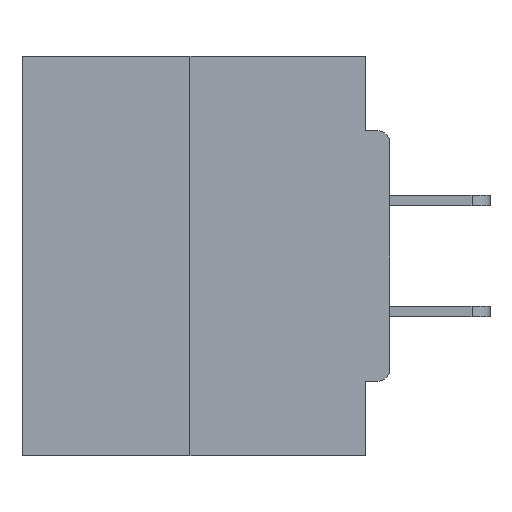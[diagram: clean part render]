
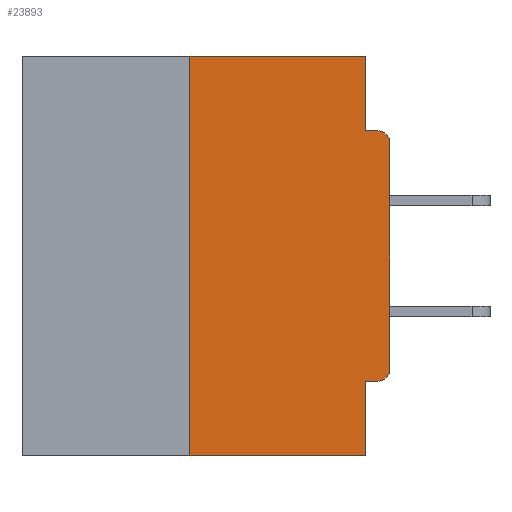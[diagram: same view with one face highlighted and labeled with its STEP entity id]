
A CAD part, left-side view. The second image highlights one B-rep face of the part: STEP entity #23893.
In plain terms, the highlighted planar face has unit normal (-1, 0, 0).
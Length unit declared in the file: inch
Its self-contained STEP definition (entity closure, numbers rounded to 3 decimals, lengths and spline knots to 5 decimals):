
#404 = VERTEX_POINT ( 'NONE', #31299 ) ;
#1041 = VECTOR ( 'NONE', #28463, 39.37008 ) ;
#2104 = CARTESIAN_POINT ( 'NONE',  ( 0., 0.46, 0. ) ) ;
#2413 = VECTOR ( 'NONE', #22716, 39.37008 ) ;
#2872 = EDGE_CURVE ( 'NONE', #35264, #40868, #14491, .T. ) ;
#2936 = DIRECTION ( 'NONE',  ( 0., 0., 1. ) ) ;
#3046 = CARTESIAN_POINT ( 'NONE',  ( 0., 0., -0.0935 ) ) ;
#3772 = EDGE_CURVE ( 'NONE', #44608, #404, #36232, .T. ) ;
#3997 = VERTEX_POINT ( 'NONE', #24616 ) ;
#4027 = ORIENTED_EDGE ( 'NONE', *, *, #33561, .F. ) ;
#5433 = ORIENTED_EDGE ( 'NONE', *, *, #21220, .T. ) ;
#6090 = ORIENTED_EDGE ( 'NONE', *, *, #14604, .T. ) ;
#6268 = ORIENTED_EDGE ( 'NONE', *, *, #19939, .F. ) ;
#7930 = DIRECTION ( 'NONE',  ( -1., 0., 0. ) ) ;
#8839 = DIRECTION ( 'NONE',  ( 0., 0., 1. ) ) ;
#9928 = ORIENTED_EDGE ( 'NONE', *, *, #13668, .F. ) ;
#12902 = CARTESIAN_POINT ( 'NONE',  ( 0., 0.46, -0.5 ) ) ;
#13668 = EDGE_CURVE ( 'NONE', #14484, #18868, #21286, .T. ) ;
#14414 = LINE ( 'NONE', #3046, #1041 ) ;
#14484 = VERTEX_POINT ( 'NONE', #31076 ) ;
#14491 = CIRCLE ( 'NONE', #24228, 0.015 ) ;
#14604 = EDGE_CURVE ( 'NONE', #26736, #29532, #22332, .T. ) ;
#15790 = CARTESIAN_POINT ( 'NONE',  ( 0., 0.031, 0. ) ) ;
#16328 = DIRECTION ( 'NONE',  ( 0., -1., 0. ) ) ;
#17634 = EDGE_LOOP ( 'NONE', ( #9928, #6268, #5433, #34662, #4027, #42459, #45792, #6090, #31597, #34994 ) ) ;
#18744 = EDGE_CURVE ( 'NONE', #18868, #38541, #29277, .T. ) ;
#18868 = VERTEX_POINT ( 'NONE', #15790 ) ;
#19018 = DIRECTION ( 'NONE',  ( 0., 0., -1. ) ) ;
#19384 = VECTOR ( 'NONE', #8839, 39.37008 ) ;
#19939 = EDGE_CURVE ( 'NONE', #3997, #14484, #22475, .T. ) ;
#21220 = EDGE_CURVE ( 'NONE', #3997, #404, #23525, .T. ) ;
#21286 = LINE ( 'NONE', #31223, #42014 ) ;
#22332 = CIRCLE ( 'NONE', #22797, 0.015 ) ;
#22475 = LINE ( 'NONE', #38570, #40378 ) ;
#22716 = DIRECTION ( 'NONE',  ( 0., 0., -1. ) ) ;
#22797 = AXIS2_PLACEMENT_3D ( 'NONE', #29397, #7930, #32963 ) ;
#23525 = LINE ( 'NONE', #12902, #35792 ) ;
#23893 = ADVANCED_FACE ( 'NONE', ( #41720 ), #26955, .F. ) ;
#24228 = AXIS2_PLACEMENT_3D ( 'NONE', #27514, #38147, #38307 ) ;
#24608 = CARTESIAN_POINT ( 'NONE',  ( 0., 0.031, -0.0935 ) ) ;
#24616 = CARTESIAN_POINT ( 'NONE',  ( 0., 0.25, -0.5 ) ) ;
#26736 = VERTEX_POINT ( 'NONE', #33404 ) ;
#26955 = PLANE ( 'NONE',  #34117 ) ;
#27431 = CARTESIAN_POINT ( 'NONE',  ( 0., 0.015, -0.0935 ) ) ;
#27514 = CARTESIAN_POINT ( 'NONE',  ( 0., 0.015, -0.3915 ) ) ;
#28346 = CARTESIAN_POINT ( 'NONE',  ( 0., 0., -0.3915 ) ) ;
#28463 = DIRECTION ( 'NONE',  ( 0., -1., 0. ) ) ;
#28911 = LINE ( 'NONE', #44488, #19384 ) ;
#29014 = DIRECTION ( 'NONE',  ( 0., -1., 0. ) ) ;
#29277 = LINE ( 'NONE', #40230, #2413 ) ;
#29397 = CARTESIAN_POINT ( 'NONE',  ( 0., 0.015, -0.1085 ) ) ;
#29532 = VERTEX_POINT ( 'NONE', #27431 ) ;
#30140 = CARTESIAN_POINT ( 'NONE',  ( 0., 0.015, -0.4065 ) ) ;
#30583 = DIRECTION ( 'NONE',  ( 1., 0., 0. ) ) ;
#30630 = VECTOR ( 'NONE', #45391, 39.37008 ) ;
#31076 = CARTESIAN_POINT ( 'NONE',  ( 0., 0.25, 0. ) ) ;
#31223 = CARTESIAN_POINT ( 'NONE',  ( 0., 0.46, 0. ) ) ;
#31299 = CARTESIAN_POINT ( 'NONE',  ( 0., 0.031, -0.5 ) ) ;
#31597 = ORIENTED_EDGE ( 'NONE', *, *, #42620, .F. ) ;
#32308 = LINE ( 'NONE', #41799, #30630 ) ;
#32777 = CARTESIAN_POINT ( 'NONE',  ( 0., 0.031, -0.5 ) ) ;
#32963 = DIRECTION ( 'NONE',  ( 0., 0., -1. ) ) ;
#33404 = CARTESIAN_POINT ( 'NONE',  ( 0., 0., -0.1085 ) ) ;
#33561 = EDGE_CURVE ( 'NONE', #35264, #44608, #32308, .T. ) ;
#34117 = AXIS2_PLACEMENT_3D ( 'NONE', #2104, #30583, #37886 ) ;
#34151 = EDGE_CURVE ( 'NONE', #40868, #26736, #28911, .T. ) ;
#34662 = ORIENTED_EDGE ( 'NONE', *, *, #3772, .F. ) ;
#34994 = ORIENTED_EDGE ( 'NONE', *, *, #18744, .F. ) ;
#35264 = VERTEX_POINT ( 'NONE', #30140 ) ;
#35792 = VECTOR ( 'NONE', #16328, 39.37008 ) ;
#36232 = LINE ( 'NONE', #32777, #38473 ) ;
#37886 = DIRECTION ( 'NONE',  ( 0., 0., -1. ) ) ;
#38147 = DIRECTION ( 'NONE',  ( -1., 0., 0. ) ) ;
#38307 = DIRECTION ( 'NONE',  ( 0., 0., -1. ) ) ;
#38473 = VECTOR ( 'NONE', #19018, 39.37008 ) ;
#38541 = VERTEX_POINT ( 'NONE', #24608 ) ;
#38570 = CARTESIAN_POINT ( 'NONE',  ( 0., 0.25, 0. ) ) ;
#40230 = CARTESIAN_POINT ( 'NONE',  ( 0., 0.031, 0. ) ) ;
#40378 = VECTOR ( 'NONE', #2936, 39.37008 ) ;
#40868 = VERTEX_POINT ( 'NONE', #28346 ) ;
#41720 = FACE_OUTER_BOUND ( 'NONE', #17634, .T. ) ;
#41799 = CARTESIAN_POINT ( 'NONE',  ( 0., 0., -0.4065 ) ) ;
#42014 = VECTOR ( 'NONE', #29014, 39.37008 ) ;
#42459 = ORIENTED_EDGE ( 'NONE', *, *, #2872, .T. ) ;
#42620 = EDGE_CURVE ( 'NONE', #38541, #29532, #14414, .T. ) ;
#44488 = CARTESIAN_POINT ( 'NONE',  ( 0., 0., 0. ) ) ;
#44608 = VERTEX_POINT ( 'NONE', #45212 ) ;
#45212 = CARTESIAN_POINT ( 'NONE',  ( 0., 0.031, -0.4065 ) ) ;
#45391 = DIRECTION ( 'NONE',  ( 0., 1., 0. ) ) ;
#45792 = ORIENTED_EDGE ( 'NONE', *, *, #34151, .T. ) ;
